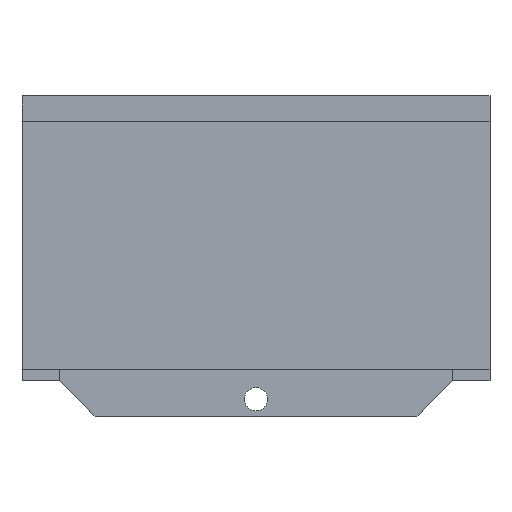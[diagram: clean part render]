
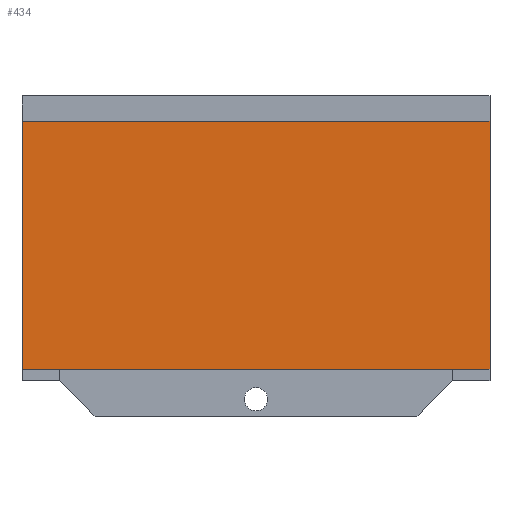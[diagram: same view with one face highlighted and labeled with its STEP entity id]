
A CAD part, top view. The second image highlights one B-rep face of the part: STEP entity #434.
In plain terms, the highlighted planar face has unit normal (0, 0, 1).
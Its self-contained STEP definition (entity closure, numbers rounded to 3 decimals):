
#33=PLANE('',#477);
#56=FACE_OUTER_BOUND('',#81,.T.);
#81=EDGE_LOOP('',(#388,#389,#390,#391));
#94=LINE('',#622,#147);
#133=LINE('',#705,#186);
#134=LINE('',#708,#187);
#135=LINE('',#709,#188);
#147=VECTOR('',#504,10.);
#186=VECTOR('',#581,10.);
#187=VECTOR('',#584,10.);
#188=VECTOR('',#585,10.);
#207=VERTEX_POINT('',#619);
#208=VERTEX_POINT('',#621);
#233=VERTEX_POINT('',#703);
#234=VERTEX_POINT('',#707);
#247=EDGE_CURVE('',#207,#208,#94,.T.);
#289=EDGE_CURVE('',#207,#233,#133,.T.);
#290=EDGE_CURVE('',#234,#233,#134,.T.);
#291=EDGE_CURVE('',#208,#234,#135,.T.);
#388=ORIENTED_EDGE('',*,*,#289,.T.);
#389=ORIENTED_EDGE('',*,*,#290,.F.);
#390=ORIENTED_EDGE('',*,*,#291,.F.);
#391=ORIENTED_EDGE('',*,*,#247,.F.);
#434=ADVANCED_FACE('',(#56),#33,.T.);
#477=AXIS2_PLACEMENT_3D('',#706,#582,#583);
#504=DIRECTION('',(0.,1.,0.));
#581=DIRECTION('',(1.,0.,0.));
#582=DIRECTION('center_axis',(0.,0.,1.));
#583=DIRECTION('ref_axis',(0.,-1.,0.));
#584=DIRECTION('',(0.,-1.,0.));
#585=DIRECTION('',(1.,0.,0.));
#619=CARTESIAN_POINT('',(-25.,-13.25,-8.25));
#621=CARTESIAN_POINT('',(-25.,13.25,-8.25));
#622=CARTESIAN_POINT('',(-25.,-13.25,-8.25));
#703=CARTESIAN_POINT('',(25.,-13.25,-8.25));
#705=CARTESIAN_POINT('',(0.,-13.25,-8.25));
#706=CARTESIAN_POINT('Origin',(0.,13.25,-8.25));
#707=CARTESIAN_POINT('',(25.,13.25,-8.25));
#708=CARTESIAN_POINT('',(25.,-13.25,-8.25));
#709=CARTESIAN_POINT('',(0.,13.25,-8.25));
